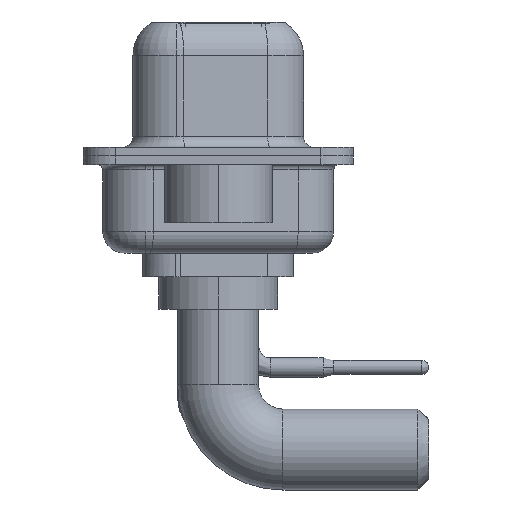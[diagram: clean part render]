
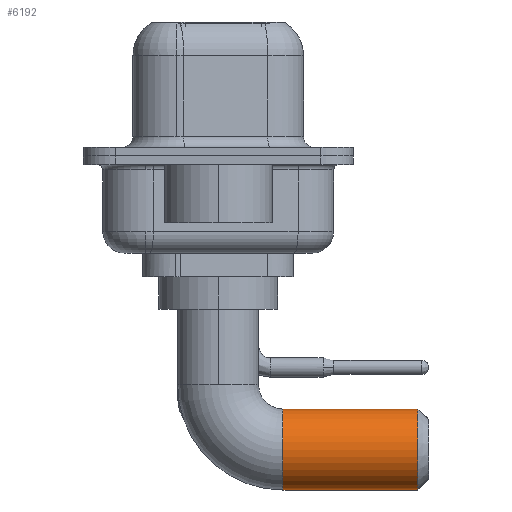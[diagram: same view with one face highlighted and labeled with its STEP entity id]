
A CAD part, left-side view. The second image highlights one B-rep face of the part: STEP entity #6192.
In plain terms, the highlighted cylindrical face has radius 1.875 mm (diameter 3.75 mm), a partial arc.
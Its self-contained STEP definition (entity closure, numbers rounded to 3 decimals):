
#227 = CARTESIAN_POINT ( 'NONE',  ( 0., -3., -4.625 ) ) ;
#268 = DIRECTION ( 'NONE',  ( 0., -1., 0. ) ) ;
#415 = CARTESIAN_POINT ( 'NONE',  ( 0., -3., -8.375 ) ) ;
#955 = CARTESIAN_POINT ( 'NONE',  ( 0., -3., -4.625 ) ) ;
#1218 = DIRECTION ( 'NONE',  ( 0., 1., 0. ) ) ;
#1311 = CARTESIAN_POINT ( 'NONE',  ( 0., -9.25, -6.5 ) ) ;
#1551 = EDGE_CURVE ( 'NONE', #11410, #2004, #16706, .T. ) ;
#1766 = CARTESIAN_POINT ( 'NONE',  ( 0., -3., -6.5 ) ) ;
#1960 = DIRECTION ( 'NONE',  ( -1., 0., 0. ) ) ;
#2004 = VERTEX_POINT ( 'NONE', #13772 ) ;
#2365 = LINE ( 'NONE', #227, #9966 ) ;
#2879 = CIRCLE ( 'NONE', #15826, 1.875 ) ;
#3050 = VERTEX_POINT ( 'NONE', #12788 ) ;
#3463 = CARTESIAN_POINT ( 'NONE',  ( 0., -3., -8.375 ) ) ;
#3595 = DIRECTION ( 'NONE',  ( 0., -1., 0. ) ) ;
#3753 = ORIENTED_EDGE ( 'NONE', *, *, #1551, .T. ) ;
#3998 = VERTEX_POINT ( 'NONE', #955 ) ;
#6192 = ADVANCED_FACE ( 'NONE', ( #12936 ), #7134, .T. ) ;
#6206 = ORIENTED_EDGE ( 'NONE', *, *, #16673, .T. ) ;
#6846 = DIRECTION ( 'NONE',  ( 0., -1., 0. ) ) ;
#7134 = CYLINDRICAL_SURFACE ( 'NONE', #18528, 1.875 ) ;
#8266 = DIRECTION ( 'NONE',  ( 0., 0., -1. ) ) ;
#9448 = ORIENTED_EDGE ( 'NONE', *, *, #12827, .T. ) ;
#9531 = AXIS2_PLACEMENT_3D ( 'NONE', #1766, #3595, #1960 ) ;
#9838 = CARTESIAN_POINT ( 'NONE',  ( 0., -3., -6.5 ) ) ;
#9966 = VECTOR ( 'NONE', #10483, 1000. ) ;
#10483 = DIRECTION ( 'NONE',  ( 0., -1., 0. ) ) ;
#10718 = VECTOR ( 'NONE', #268, 1000. ) ;
#10732 = EDGE_LOOP ( 'NONE', ( #15861, #9448, #3753, #6206 ) ) ;
#11410 = VERTEX_POINT ( 'NONE', #415 ) ;
#12788 = CARTESIAN_POINT ( 'NONE',  ( 0., -9.25, -4.625 ) ) ;
#12827 = EDGE_CURVE ( 'NONE', #3998, #11410, #16948, .T. ) ;
#12936 = FACE_OUTER_BOUND ( 'NONE', #10732, .T. ) ;
#13772 = CARTESIAN_POINT ( 'NONE',  ( 0., -9.25, -8.375 ) ) ;
#15826 = AXIS2_PLACEMENT_3D ( 'NONE', #1311, #1218, #8266 ) ;
#15831 = DIRECTION ( 'NONE',  ( 0., 0., -1. ) ) ;
#15861 = ORIENTED_EDGE ( 'NONE', *, *, #16800, .F. ) ;
#16673 = EDGE_CURVE ( 'NONE', #2004, #3050, #2879, .T. ) ;
#16706 = LINE ( 'NONE', #3463, #10718 ) ;
#16800 = EDGE_CURVE ( 'NONE', #3998, #3050, #2365, .T. ) ;
#16948 = CIRCLE ( 'NONE', #9531, 1.875 ) ;
#18528 = AXIS2_PLACEMENT_3D ( 'NONE', #9838, #6846, #15831 ) ;
